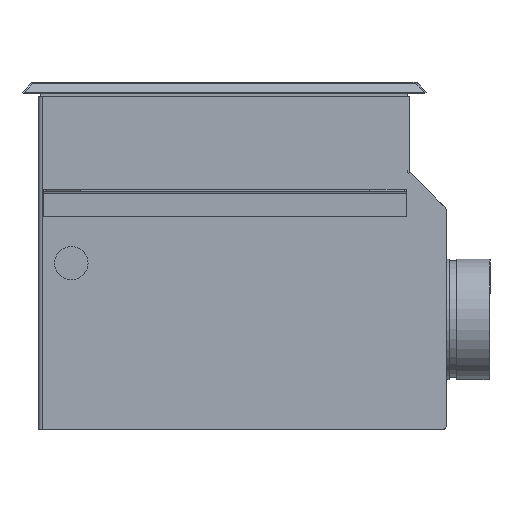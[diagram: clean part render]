
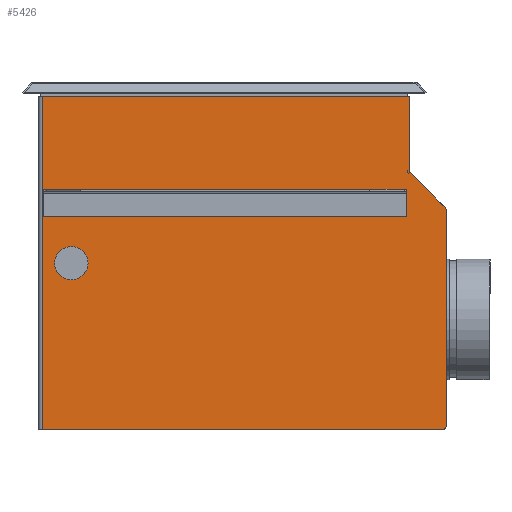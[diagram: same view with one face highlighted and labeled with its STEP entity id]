
A CAD part, left-side view. The second image highlights one B-rep face of the part: STEP entity #5426.
In plain terms, the highlighted planar face has unit normal (-1, 0, 0).
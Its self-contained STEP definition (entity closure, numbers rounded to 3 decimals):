
#26 = CARTESIAN_POINT ( 'NONE',  ( -139.2, 2.5, 2.5 ) ) ;
#61 = DIRECTION ( 'NONE',  ( 1., 0., 0. ) ) ;
#127 = DIRECTION ( 'NONE',  ( -1., 0., 0. ) ) ;
#401 = VERTEX_POINT ( 'NONE', #7403 ) ;
#463 = CARTESIAN_POINT ( 'NONE',  ( -139.2, 0., 180. ) ) ;
#488 = EDGE_CURVE ( 'NONE', #570, #7693, #7430, .T. ) ;
#570 = VERTEX_POINT ( 'NONE', #1120 ) ;
#697 = CARTESIAN_POINT ( 'NONE',  ( -139.2, 0., 180. ) ) ;
#741 = CARTESIAN_POINT ( 'NONE',  ( -139.2, 19.619, 139.019 ) ) ;
#775 = VECTOR ( 'NONE', #7110, 1000. ) ;
#801 = EDGE_CURVE ( 'NONE', #3120, #2692, #3231, .T. ) ;
#951 = CIRCLE ( 'NONE', #4854, 9. ) ;
#1107 = CARTESIAN_POINT ( 'NONE',  ( -139.2, 0., 118.323 ) ) ;
#1120 = CARTESIAN_POINT ( 'NONE',  ( -139.2, 211.4, 90. ) ) ;
#1139 = CIRCLE ( 'NONE', #7090, 2.5 ) ;
#1160 = ORIENTED_EDGE ( 'NONE', *, *, #10085, .F. ) ;
#1238 = LINE ( 'NONE', #2770, #9649 ) ;
#1578 = VECTOR ( 'NONE', #3631, 1000. ) ;
#1618 = VERTEX_POINT ( 'NONE', #1107 ) ;
#1624 = CARTESIAN_POINT ( 'NONE',  ( -139.2, 20., 139.938 ) ) ;
#1724 = CARTESIAN_POINT ( 'NONE',  ( -139.2, 0., 180. ) ) ;
#1817 = DIRECTION ( 'NONE',  ( 0., 1., 0. ) ) ;
#1940 = ORIENTED_EDGE ( 'NONE', *, *, #10535, .T. ) ;
#1948 = ORIENTED_EDGE ( 'NONE', *, *, #488, .T. ) ;
#2047 = DIRECTION ( 'NONE',  ( 0., -1., 0. ) ) ;
#2212 = CIRCLE ( 'NONE', #9864, 2.6 ) ;
#2238 = CARTESIAN_POINT ( 'NONE',  ( -139.2, 217.9, 180. ) ) ;
#2382 = EDGE_CURVE ( 'NONE', #3120, #9928, #9894, .T. ) ;
#2509 = EDGE_LOOP ( 'NONE', ( #1160, #9499, #5745, #8587, #7809, #8783, #6823, #8146, #1940 ) ) ;
#2540 = CARTESIAN_POINT ( 'NONE',  ( -139.2, 30.3, 149.7 ) ) ;
#2557 = CARTESIAN_POINT ( 'NONE',  ( -139.2, 18.7, 139.938 ) ) ;
#2620 = DIRECTION ( 'NONE',  ( 0., -1., 0. ) ) ;
#2692 = VERTEX_POINT ( 'NONE', #3341 ) ;
#2770 = CARTESIAN_POINT ( 'NONE',  ( -139.2, 0., 0. ) ) ;
#2955 = VECTOR ( 'NONE', #3824, 1000. ) ;
#3120 = VERTEX_POINT ( 'NONE', #741 ) ;
#3231 = LINE ( 'NONE', #2540, #5950 ) ;
#3258 = EDGE_CURVE ( 'NONE', #1618, #2692, #2212, .T. ) ;
#3341 = CARTESIAN_POINT ( 'NONE',  ( -139.2, 0.762, 120.162 ) ) ;
#3567 = FACE_OUTER_BOUND ( 'NONE', #2509, .T. ) ;
#3631 = DIRECTION ( 'NONE',  ( 0., 0., -1. ) ) ;
#3741 = CARTESIAN_POINT ( 'NONE',  ( -139.2, 0., 2.5 ) ) ;
#3824 = DIRECTION ( 'NONE',  ( 0., 1., 0. ) ) ;
#4334 = AXIS2_PLACEMENT_3D ( 'NONE', #1724, #127, #2620 ) ;
#4545 = CARTESIAN_POINT ( 'NONE',  ( -139.2, 217.9, 180. ) ) ;
#4557 = ORIENTED_EDGE ( 'NONE', *, *, #5692, .T. ) ;
#4854 = AXIS2_PLACEMENT_3D ( 'NONE', #6454, #7356, #6503 ) ;
#5180 = EDGE_CURVE ( 'NONE', #1618, #9722, #7053, .T. ) ;
#5210 = EDGE_LOOP ( 'NONE', ( #4557, #1948 ) ) ;
#5232 = DIRECTION ( 'NONE',  ( 0., 1., 0. ) ) ;
#5426 = ADVANCED_FACE ( 'NONE', ( #6672, #3567 ), #9133, .T. ) ;
#5486 = DIRECTION ( 'NONE',  ( 0., 0., -1. ) ) ;
#5610 = DIRECTION ( 'NONE',  ( 0., -1., 0. ) ) ;
#5692 = EDGE_CURVE ( 'NONE', #7693, #570, #951, .T. ) ;
#5726 = DIRECTION ( 'NONE',  ( 0., -1., 0. ) ) ;
#5745 = ORIENTED_EDGE ( 'NONE', *, *, #5180, .F. ) ;
#5950 = VECTOR ( 'NONE', #9049, 1000. ) ;
#6287 = LINE ( 'NONE', #2238, #8293 ) ;
#6454 = CARTESIAN_POINT ( 'NONE',  ( -139.2, 202.4, 90. ) ) ;
#6503 = DIRECTION ( 'NONE',  ( 0., 1., 0. ) ) ;
#6524 = DIRECTION ( 'NONE',  ( -1., 0., 0. ) ) ;
#6672 = FACE_BOUND ( 'NONE', #5210, .T. ) ;
#6705 = CARTESIAN_POINT ( 'NONE',  ( -139.2, 202.4, 90. ) ) ;
#6823 = ORIENTED_EDGE ( 'NONE', *, *, #7266, .F. ) ;
#7053 = LINE ( 'NONE', #463, #775 ) ;
#7090 = AXIS2_PLACEMENT_3D ( 'NONE', #26, #6524, #5726 ) ;
#7110 = DIRECTION ( 'NONE',  ( 0., 0., -1. ) ) ;
#7133 = CARTESIAN_POINT ( 'NONE',  ( -139.2, 193.4, 90. ) ) ;
#7266 = EDGE_CURVE ( 'NONE', #9216, #9928, #8551, .T. ) ;
#7356 = DIRECTION ( 'NONE',  ( 1., 0., 0. ) ) ;
#7403 = CARTESIAN_POINT ( 'NONE',  ( -139.2, 217.9, 0. ) ) ;
#7430 = CIRCLE ( 'NONE', #8286, 9. ) ;
#7693 = VERTEX_POINT ( 'NONE', #7133 ) ;
#7809 = ORIENTED_EDGE ( 'NONE', *, *, #801, .F. ) ;
#7953 = CARTESIAN_POINT ( 'NONE',  ( -139.2, 20., 180. ) ) ;
#8146 = ORIENTED_EDGE ( 'NONE', *, *, #8554, .T. ) ;
#8286 = AXIS2_PLACEMENT_3D ( 'NONE', #6705, #9110, #1817 ) ;
#8293 = VECTOR ( 'NONE', #5486, 1000. ) ;
#8551 = LINE ( 'NONE', #7953, #1578 ) ;
#8554 = EDGE_CURVE ( 'NONE', #9216, #9776, #8638, .T. ) ;
#8587 = ORIENTED_EDGE ( 'NONE', *, *, #3258, .T. ) ;
#8638 = LINE ( 'NONE', #697, #2955 ) ;
#8783 = ORIENTED_EDGE ( 'NONE', *, *, #2382, .T. ) ;
#9047 = AXIS2_PLACEMENT_3D ( 'NONE', #2557, #61, #5610 ) ;
#9049 = DIRECTION ( 'NONE',  ( 0., -0.707, -0.707 ) ) ;
#9110 = DIRECTION ( 'NONE',  ( 1., 0., 0. ) ) ;
#9133 = PLANE ( 'NONE',  #4334 ) ;
#9216 = VERTEX_POINT ( 'NONE', #10005 ) ;
#9233 = VERTEX_POINT ( 'NONE', #9843 ) ;
#9499 = ORIENTED_EDGE ( 'NONE', *, *, #10476, .T. ) ;
#9649 = VECTOR ( 'NONE', #5232, 1000. ) ;
#9722 = VERTEX_POINT ( 'NONE', #3741 ) ;
#9776 = VERTEX_POINT ( 'NONE', #4545 ) ;
#9843 = CARTESIAN_POINT ( 'NONE',  ( -139.2, 2.5, 0. ) ) ;
#9864 = AXIS2_PLACEMENT_3D ( 'NONE', #9994, #10100, #2047 ) ;
#9894 = CIRCLE ( 'NONE', #9047, 1.3 ) ;
#9928 = VERTEX_POINT ( 'NONE', #1624 ) ;
#9994 = CARTESIAN_POINT ( 'NONE',  ( -139.2, 2.6, 118.323 ) ) ;
#10005 = CARTESIAN_POINT ( 'NONE',  ( -139.2, 20., 180. ) ) ;
#10085 = EDGE_CURVE ( 'NONE', #9233, #401, #1238, .T. ) ;
#10100 = DIRECTION ( 'NONE',  ( -1., 0., 0. ) ) ;
#10476 = EDGE_CURVE ( 'NONE', #9233, #9722, #1139, .T. ) ;
#10535 = EDGE_CURVE ( 'NONE', #9776, #401, #6287, .T. ) ;
